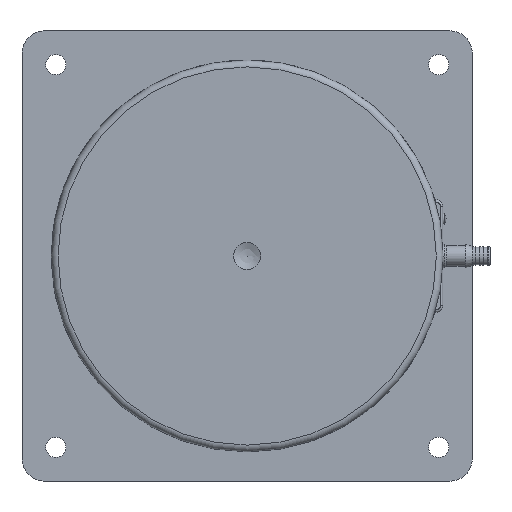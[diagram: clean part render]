
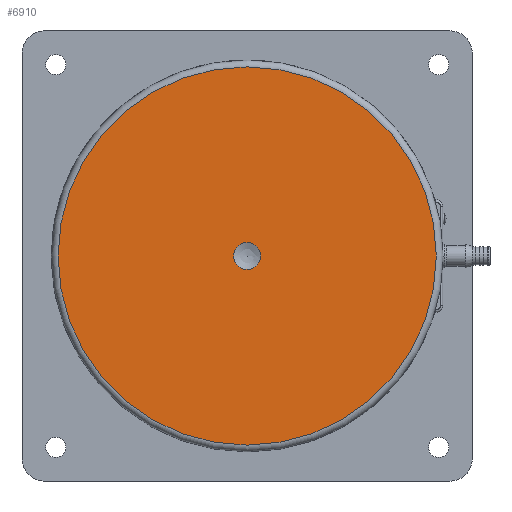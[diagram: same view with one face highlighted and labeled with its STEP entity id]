
A CAD part, front view. The second image highlights one B-rep face of the part: STEP entity #6910.
In plain terms, the highlighted planar face has unit normal (0, -1, 0).
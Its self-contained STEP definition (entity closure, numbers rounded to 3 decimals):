
#1427=ORIENTED_EDGE('',*,*,#2947,.T.);
#1428=ORIENTED_EDGE('',*,*,#2948,.T.);
#2947=EDGE_CURVE('',#3702,#3702,#4190,.T.);
#2948=EDGE_CURVE('',#3703,#3703,#4191,.T.);
#3702=VERTEX_POINT('',#10111);
#3703=VERTEX_POINT('',#10113);
#4190=CIRCLE('',#7392,6.);
#4191=CIRCLE('',#7393,84.);
#4473=EDGE_LOOP('',(#1427));
#4474=EDGE_LOOP('',(#1428));
#4987=FACE_BOUND('',#4473,.T.);
#4988=FACE_BOUND('',#4474,.T.);
#5465=PLANE('',#7391);
#6910=ADVANCED_FACE('',(#4987,#4988),#5465,.T.);
#7391=AXIS2_PLACEMENT_3D('',#10109,#8265,#8266);
#7392=AXIS2_PLACEMENT_3D('',#10110,#8267,#8268);
#7393=AXIS2_PLACEMENT_3D('',#10112,#8269,#8270);
#8265=DIRECTION('',(0.,-1.,0.));
#8266=DIRECTION('',(0.,0.,-1.));
#8267=DIRECTION('',(0.,1.,0.));
#8268=DIRECTION('',(-1.,0.,0.));
#8269=DIRECTION('',(0.,-1.,0.));
#8270=DIRECTION('',(0.,0.,-1.));
#10109=CARTESIAN_POINT('',(0.,0.,0.));
#10110=CARTESIAN_POINT('',(0.,0.,0.));
#10111=CARTESIAN_POINT('',(-6.,0.,0.));
#10112=CARTESIAN_POINT('',(0.,0.,0.));
#10113=CARTESIAN_POINT('',(0.,0.,-84.));
